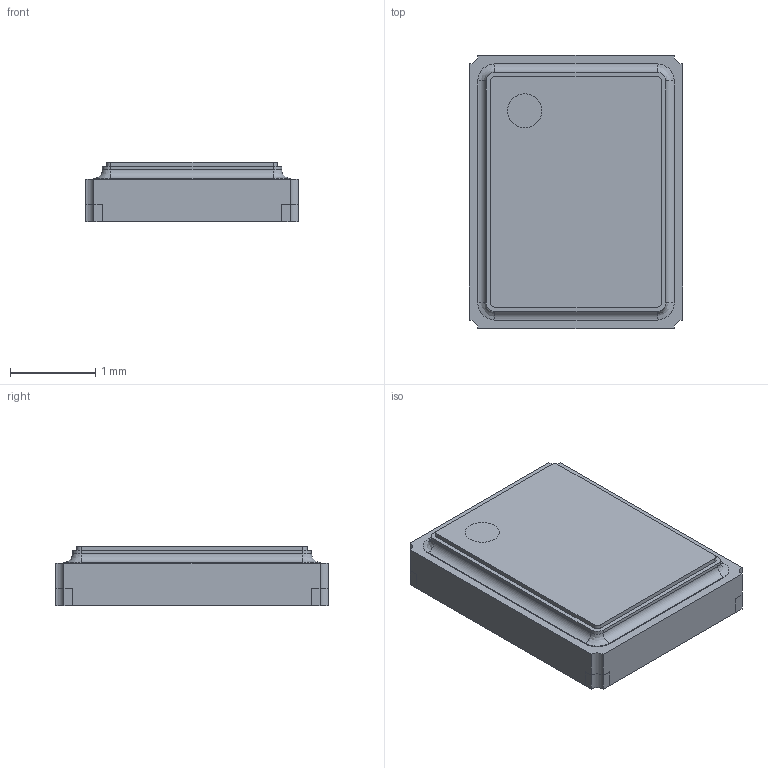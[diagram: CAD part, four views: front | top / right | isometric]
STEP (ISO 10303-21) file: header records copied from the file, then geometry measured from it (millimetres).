
FILE_DESCRIPTION((''),'2;1');
FILE_NAME('XTAL_EPSON_FA-238.stp','2014-10-09T12:57:36',(''),(''),'Mechanical Desktop 2011','Mechanical Desktop 2011',', , ');
FILE_SCHEMA(('AUTOMOTIVE_DESIGN { 1 2 10303 214 1 1 1 1 }'));
Length unit declared in the file: millimetre
Products named in the file (1): Product
Bounding box: 2.5 x 3.2 x 0.7 mm (x, y, z)
Volume: 5.2 mm3; surface area: 59.3 mm2
Topology: 8 solids, 8 shells, 125 faces, 308 edges, 200 vertices
Faces by surface type: plane 73, cylinder 42, bspline 10
Entity records: 3927 total; most frequent: CARTESIAN_POINT 856, DIRECTION 628, ORIENTED_EDGE 616, EDGE_CURVE 308, VECTOR 220, LINE 220, AXIS2_PLACEMENT_3D 204, VERTEX_POINT 200
